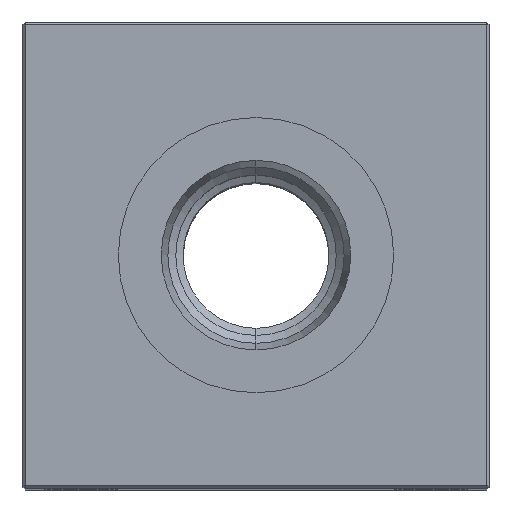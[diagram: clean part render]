
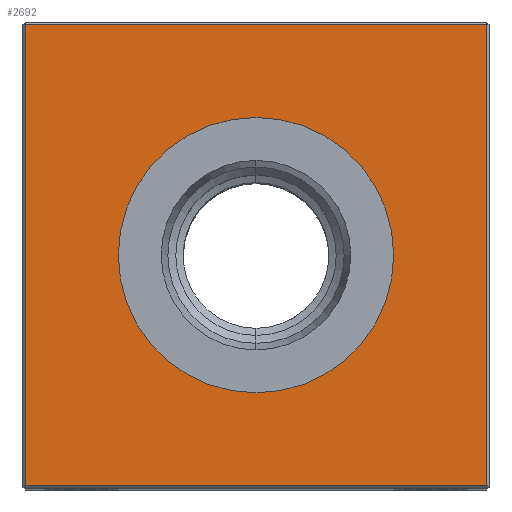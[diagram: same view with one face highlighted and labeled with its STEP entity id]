
A CAD part, top view. The second image highlights one B-rep face of the part: STEP entity #2692.
In plain terms, the highlighted planar face has unit normal (0, 0, 1).
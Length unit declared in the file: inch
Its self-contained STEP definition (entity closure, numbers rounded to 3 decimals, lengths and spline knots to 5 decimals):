
#763 = EDGE_CURVE ( 'NONE', #2959, #13254, #24467, .T. ) ;
#2102 = CARTESIAN_POINT ( 'NONE',  ( -0.99, 0.99, 4.25 ) ) ;
#2692 = ADVANCED_FACE ( 'NONE', ( #6911, #11295 ), #24211, .F. ) ;
#2959 = VERTEX_POINT ( 'NONE', #9526 ) ;
#3305 = CARTESIAN_POINT ( 'NONE',  ( 0.99, 0., 4.25 ) ) ;
#3465 = CARTESIAN_POINT ( 'NONE',  ( 0.99, -0.99, 4.25 ) ) ;
#4777 = DIRECTION ( 'NONE',  ( 0., 0., -1. ) ) ;
#5162 = LINE ( 'NONE', #22738, #14690 ) ;
#6540 = AXIS2_PLACEMENT_3D ( 'NONE', #22081, #4777, #26474 ) ;
#6911 = FACE_OUTER_BOUND ( 'NONE', #12239, .T. ) ;
#7233 = VECTOR ( 'NONE', #26160, 39.37008 ) ;
#7503 = VECTOR ( 'NONE', #17664, 39.37008 ) ;
#8535 = CARTESIAN_POINT ( 'NONE',  ( 0., 0., 4.25 ) ) ;
#9020 = CARTESIAN_POINT ( 'NONE',  ( 0., -0.99, 4.25 ) ) ;
#9526 = CARTESIAN_POINT ( 'NONE',  ( -0.99, -0.99, 4.25 ) ) ;
#10847 = CARTESIAN_POINT ( 'NONE',  ( -0.99, 0., 4.25 ) ) ;
#10879 = CARTESIAN_POINT ( 'NONE',  ( 0.99, 0.99, 4.25 ) ) ;
#11295 = FACE_BOUND ( 'NONE', #11940, .T. ) ;
#11940 = EDGE_LOOP ( 'NONE', ( #12242, #16049 ) ) ;
#12239 = EDGE_LOOP ( 'NONE', ( #26432, #16199, #26770, #15226 ) ) ;
#12242 = ORIENTED_EDGE ( 'NONE', *, *, #25815, .T. ) ;
#12503 = DIRECTION ( 'NONE',  ( 0., 0., -1. ) ) ;
#12622 = EDGE_CURVE ( 'NONE', #14282, #16807, #24941, .T. ) ;
#12945 = DIRECTION ( 'NONE',  ( 0., 0., -1. ) ) ;
#13093 = VECTOR ( 'NONE', #22588, 39.37008 ) ;
#13254 = VERTEX_POINT ( 'NONE', #3465 ) ;
#14282 = VERTEX_POINT ( 'NONE', #26131 ) ;
#14372 = CARTESIAN_POINT ( 'NONE',  ( 0., 0.59055, 4.25 ) ) ;
#14690 = VECTOR ( 'NONE', #27135, 39.37008 ) ;
#15226 = ORIENTED_EDGE ( 'NONE', *, *, #25664, .T. ) ;
#15603 = AXIS2_PLACEMENT_3D ( 'NONE', #23296, #12945, #17193 ) ;
#16049 = ORIENTED_EDGE ( 'NONE', *, *, #12622, .T. ) ;
#16199 = ORIENTED_EDGE ( 'NONE', *, *, #763, .T. ) ;
#16807 = VERTEX_POINT ( 'NONE', #14372 ) ;
#17193 = DIRECTION ( 'NONE',  ( -1., 0., 0. ) ) ;
#17664 = DIRECTION ( 'NONE',  ( 1., 0., 0. ) ) ;
#19792 = LINE ( 'NONE', #10847, #7233 ) ;
#19954 = EDGE_CURVE ( 'NONE', #13254, #27397, #23141, .T. ) ;
#20878 = AXIS2_PLACEMENT_3D ( 'NONE', #8535, #12503, #27656 ) ;
#22081 = CARTESIAN_POINT ( 'NONE',  ( 0., 0., 4.25 ) ) ;
#22105 = VERTEX_POINT ( 'NONE', #2102 ) ;
#22588 = DIRECTION ( 'NONE',  ( 0., 1., 0. ) ) ;
#22738 = CARTESIAN_POINT ( 'NONE',  ( 0., 0.99, 4.25 ) ) ;
#23141 = LINE ( 'NONE', #3305, #13093 ) ;
#23296 = CARTESIAN_POINT ( 'NONE',  ( 0., 0., 4.25 ) ) ;
#23617 = EDGE_CURVE ( 'NONE', #22105, #2959, #19792, .T. ) ;
#24211 = PLANE ( 'NONE',  #6540 ) ;
#24467 = LINE ( 'NONE', #9020, #7503 ) ;
#24941 = CIRCLE ( 'NONE', #20878, 0.59055 ) ;
#25664 = EDGE_CURVE ( 'NONE', #27397, #22105, #5162, .T. ) ;
#25815 = EDGE_CURVE ( 'NONE', #16807, #14282, #27819, .T. ) ;
#26131 = CARTESIAN_POINT ( 'NONE',  ( 0., -0.59055, 4.25 ) ) ;
#26160 = DIRECTION ( 'NONE',  ( 0., -1., 0. ) ) ;
#26432 = ORIENTED_EDGE ( 'NONE', *, *, #23617, .T. ) ;
#26474 = DIRECTION ( 'NONE',  ( -1., 0., 0. ) ) ;
#26770 = ORIENTED_EDGE ( 'NONE', *, *, #19954, .T. ) ;
#27135 = DIRECTION ( 'NONE',  ( -1., 0., 0. ) ) ;
#27397 = VERTEX_POINT ( 'NONE', #10879 ) ;
#27656 = DIRECTION ( 'NONE',  ( -1., 0., 0. ) ) ;
#27819 = CIRCLE ( 'NONE', #15603, 0.59055 ) ;
